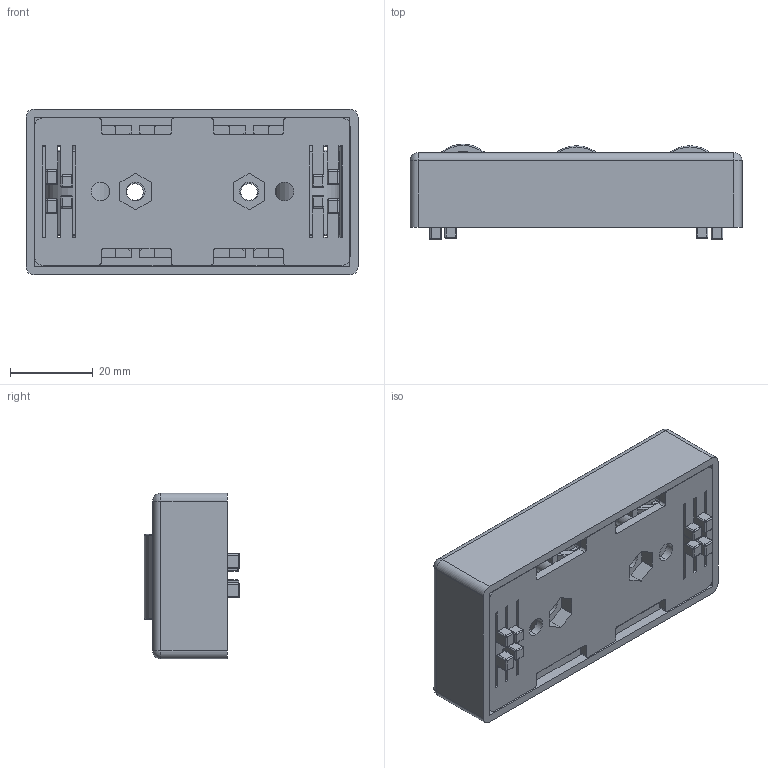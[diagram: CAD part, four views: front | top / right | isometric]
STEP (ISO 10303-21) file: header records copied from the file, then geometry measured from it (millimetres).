
FILE_DESCRIPTION (( 'STEP AP214' ), '1' );
FILE_NAME ('Ñáîðêà1.STEP', '2024-09-27T06:44:37', ( '' ), ( '' ), 'SwSTEP 2.0', 'SolidWorks 2024', '' );
FILE_SCHEMA (( 'AUTOMOTIVE_DESIGN' ));
Length unit declared in the file: millimetre
Products named in the file (5): B290 Роликовая дорожка D16; B290_3; b290_2; B290_1; Сборка1
Assembly tree (6 placements, depth 3):
  Сборка1
    B290 Роликовая дорожка D16
      B290_1
      b290_2  x3
      B290_3
Bounding box: 80 x 23.03 x 40 mm (x, y, z)
Volume: 35056.6 mm3; surface area: 35420.9 mm2
Topology: 5 solids, 5 shells, 664 faces, 1836 edges, 1144 vertices
Faces by surface type: plane 350, cylinder 242, sphere 36, torus 36
Entity records: 17779 total; most frequent: CARTESIAN_POINT 3366, DIRECTION 3056, ORIENTED_EDGE 3016, EDGE_CURVE 1508, AXIS2_PLACEMENT_3D 1044, LINE 968, VECTOR 968, VERTEX_POINT 952
